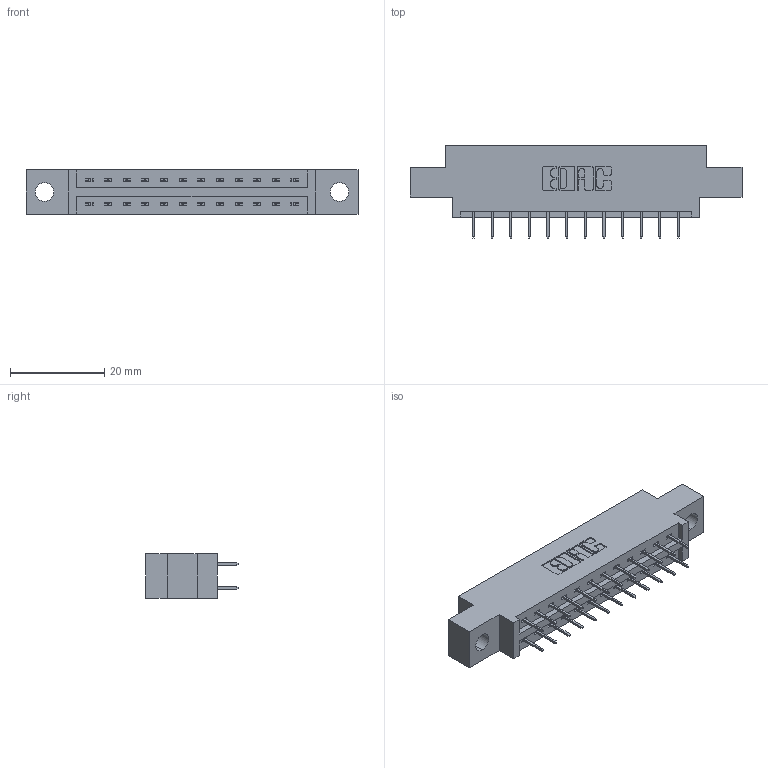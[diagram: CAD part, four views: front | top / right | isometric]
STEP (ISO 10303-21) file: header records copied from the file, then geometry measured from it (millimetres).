
FILE_DESCRIPTION (( 'STEP AP203' ), '1' );
FILE_NAME ('387-024-524-804.STEP', '2018-09-14T11:13:37', ( '' ), ( '' ), 'SwSTEP 2.0', 'SolidWorks 2016', '' );
FILE_SCHEMA (( 'CONFIG_CONTROL_DESIGN' ));
Length unit declared in the file: inch
Products named in the file (3): 387-024-524-804; 337 Part_0.170 Offset - 0.156 Dia-TH; 345-292-001_345-293-124
Assembly tree (25 placements, depth 2):
  387-024-524-804
    337 Part_0.170 Offset - 0.156 Dia-TH
    345-292-001_345-293-124  x24
Bounding box: 70.56 x 19.69 x 9.4 mm (x, y, z)
Volume: 6795.3 mm3; surface area: 7183.4 mm2
Topology: 25 solids, 25 shells, 1510 faces, 4283 edges, 2758 vertices
Faces by surface type: plane 1130, cylinder 380
Entity records: 13393 total; most frequent: CARTESIAN_POINT 2282, ORIENTED_EDGE 2218, DIRECTION 1997, EDGE_CURVE 1109, LINE 985, VECTOR 985, VERTEX_POINT 734, AXIS2_PLACEMENT_3D 506
